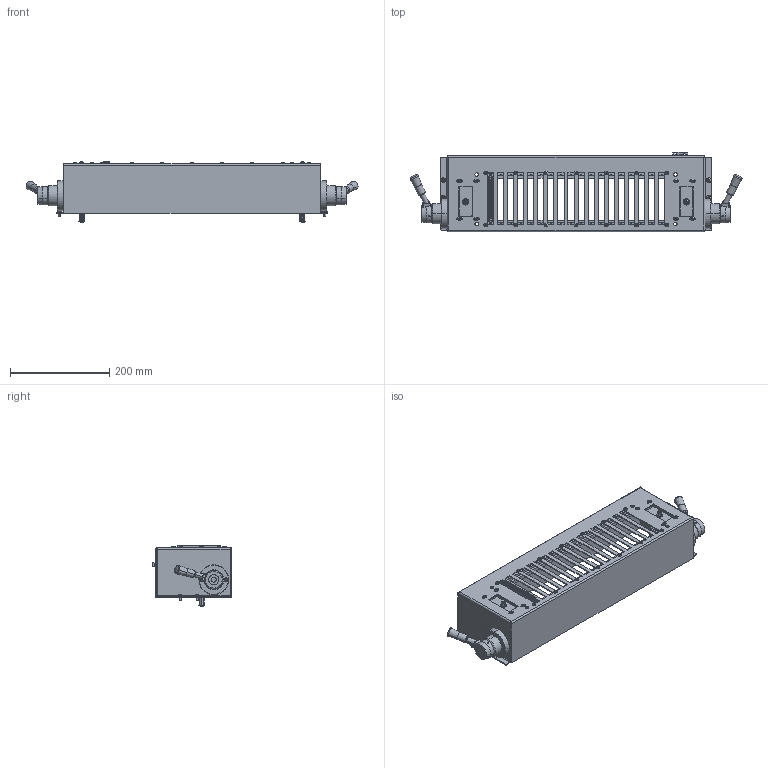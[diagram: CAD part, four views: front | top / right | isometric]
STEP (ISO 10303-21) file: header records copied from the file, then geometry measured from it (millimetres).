
FILE_DESCRIPTION (( 'STEP AP214' ), '1' );
FILE_NAME ('INGUN_113853.STEP', '2024-08-20T08:55:32', ( '' ), ( '' ), 'SwSTEP 2.0', 'SolidWorks 2021', '' );
FILE_SCHEMA (( 'AUTOMOTIVE_DESIGN' ));
Length unit declared in the file: millimetre
Products named in the file (30): INGUN_113853; 5195~0; 17403~0; 11895~0_S; ISO7380~n_M04,0x010; 113857~1; DIN934~n_M04,0; 115890~0; 17267~2; ISO7380~n_M02,5x008; 15101~0_Spring Pin ISO 8752 - 3 x 16 - St; 17285~0_S; 114891~0_S; ISO7380~n_M04,0x020; 10600~0_S; DIN125~n_04,3 M04,0; 113854~0_S; 17364~2; DIN914~n_M04,0x12; 3283~0; 17287~1; 11467~0; 18410~0; 10998~0; 17401~0; 4938~0; ISO7380~n_M04,0x008; 17265~3; 17195~2; DIN912~n_M04,0x012
Assembly tree (98 placements, depth 3):
  INGUN_113853
    113854~0_S
    115890~0  x2
    17195~2
    17364~2
    17265~3  x2
    17285~0_S  x8
    18410~0  x2
    113857~1  x2
    17267~2  x2
    17403~0  x2
    17401~0  x2
    114891~0_S  x2
      17287~1
    11895~0_S  x2
    11467~0
    10600~0_S  x2
    5195~0
    DIN934~n_M04,0  x2
    ISO7380~n_M04,0x020  x2
    ISO7380~n_M02,5x008  x2
    DIN912~n_M04,0x012  x4
    10998~0  x2
    ISO7380~n_M04,0x010  x34
    4938~0  x4
    3283~0  x2
    ISO7380~n_M04,0x008  x2
    DIN125~n_04,3 M04,0  x4
    15101~0_Spring Pin ISO 8752 - 3 x 16 - St  x2
    DIN914~n_M04,0x12  x4
Bounding box: 669.87 x 159.8 x 123.7 mm (x, y, z)
Volume: 972730.7 mm3; surface area: 637929.3 mm2
Topology: 97 solids, 97 shells, 4835 faces, 12205 edges, 7878 vertices
Faces by surface type: cylinder 2242, plane 2071, cone 334, torus 128, bspline 58, sphere 2
Entity records: 96330 total; most frequent: CARTESIAN_POINT 18009, DIRECTION 13596, ORIENTED_EDGE 13318, EDGE_CURVE 6659, LINE 4644, VECTOR 4644, AXIS2_PLACEMENT_3D 4476, VERTEX_POINT 4371
